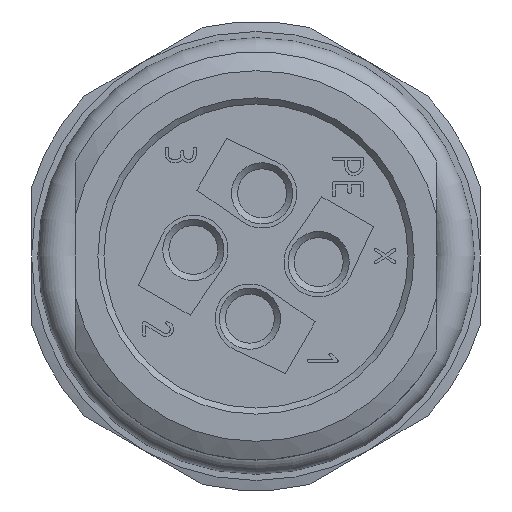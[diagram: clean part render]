
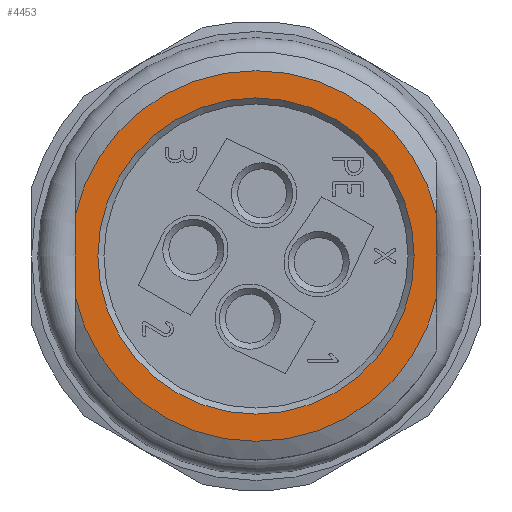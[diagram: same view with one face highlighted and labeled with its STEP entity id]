
A CAD part, left-side view. The second image highlights one B-rep face of the part: STEP entity #4453.
In plain terms, the highlighted planar face has unit normal (-1, 0, 0).
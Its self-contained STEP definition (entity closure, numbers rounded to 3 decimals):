
#2646=LINE('',#26033,#3702);
#2647=LINE('',#26035,#3703);
#3702=VECTOR('',#18455,1.);
#3703=VECTOR('',#18456,1.);
#4453=ADVANCED_FACE('',(#5003,#5004),#4872,.T.);
#4872=PLANE('',#14991);
#5003=FACE_BOUND('',#5832,.T.);
#5004=FACE_BOUND('',#5833,.T.);
#5832=EDGE_LOOP('',(#9866));
#5833=EDGE_LOOP('',(#9867,#9868,#9869,#9870));
#9866=ORIENTED_EDGE('',*,*,#13278,.T.);
#9867=ORIENTED_EDGE('',*,*,#13286,.F.);
#9868=ORIENTED_EDGE('',*,*,#13284,.T.);
#9869=ORIENTED_EDGE('',*,*,#13287,.F.);
#9870=ORIENTED_EDGE('',*,*,#13288,.T.);
#11253=VERTEX_POINT('',#26010);
#11258=VERTEX_POINT('',#26028);
#11259=VERTEX_POINT('',#26030);
#11260=VERTEX_POINT('',#26034);
#11261=VERTEX_POINT('',#26036);
#13278=EDGE_CURVE('',#11253,#11253,#13779,.T.);
#13284=EDGE_CURVE('',#11259,#11258,#13782,.T.);
#13286=EDGE_CURVE('',#11259,#11260,#2646,.T.);
#13287=EDGE_CURVE('',#11261,#11258,#2647,.T.);
#13288=EDGE_CURVE('',#11261,#11260,#13783,.T.);
#13779=CIRCLE('',#14983,7.75);
#13782=CIRCLE('',#14988,9.08);
#13783=CIRCLE('',#14990,9.08);
#14983=AXIS2_PLACEMENT_3D('',#26009,#18439,#18440);
#14988=AXIS2_PLACEMENT_3D('',#26029,#18450,#18451);
#14990=AXIS2_PLACEMENT_3D('',#26037,#18457,#18458);
#14991=AXIS2_PLACEMENT_3D('',#26038,#18459,#18460);
#18439=DIRECTION('',(1.,0.,0.));
#18440=DIRECTION('',(0.,0.,-1.));
#18450=DIRECTION('',(-1.,0.,0.));
#18451=DIRECTION('',(0.,0.,-1.));
#18455=DIRECTION('',(0.,0.,-1.));
#18456=DIRECTION('',(0.,0.,1.));
#18457=DIRECTION('',(-1.,0.,0.));
#18458=DIRECTION('',(0.,0.,-1.));
#18459=DIRECTION('',(-1.,0.,0.));
#18460=DIRECTION('',(0.,0.,-1.));
#26009=CARTESIAN_POINT('',(-4.5,0.,0.));
#26010=CARTESIAN_POINT('',(-4.5,0.,-7.75));
#26028=CARTESIAN_POINT('',(-4.5,8.85,2.031));
#26029=CARTESIAN_POINT('',(-4.5,0.,0.));
#26030=CARTESIAN_POINT('',(-4.5,-8.85,2.031));
#26033=CARTESIAN_POINT('',(-4.5,-8.85,0.));
#26034=CARTESIAN_POINT('',(-4.5,-8.85,-2.031));
#26035=CARTESIAN_POINT('',(-4.5,8.85,0.));
#26036=CARTESIAN_POINT('',(-4.5,8.85,-2.031));
#26037=CARTESIAN_POINT('',(-4.5,0.,0.));
#26038=CARTESIAN_POINT('',(-4.5,0.,0.));
